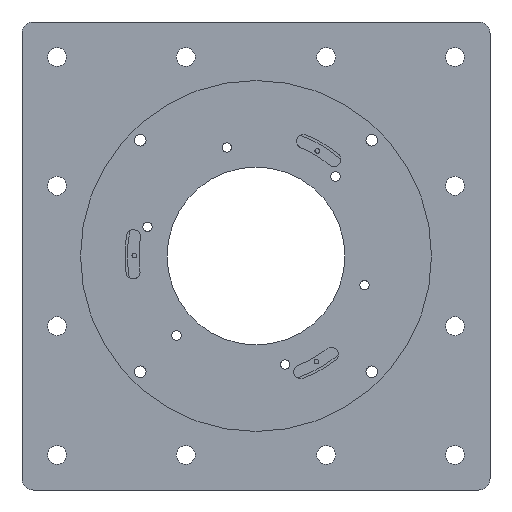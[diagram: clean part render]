
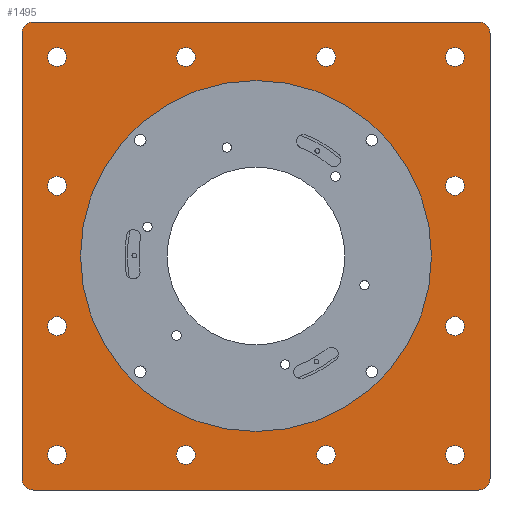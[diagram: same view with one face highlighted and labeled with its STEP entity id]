
A CAD part, left-side view. The second image highlights one B-rep face of the part: STEP entity #1495.
In plain terms, the highlighted planar face has unit normal (-1, 0, 0).
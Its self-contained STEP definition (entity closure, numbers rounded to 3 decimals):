
#46=FACE_BOUND('',#257,.T.);
#47=FACE_BOUND('',#258,.T.);
#48=FACE_BOUND('',#259,.T.);
#49=FACE_BOUND('',#260,.T.);
#50=FACE_BOUND('',#261,.T.);
#51=FACE_BOUND('',#262,.T.);
#52=FACE_BOUND('',#263,.T.);
#53=FACE_BOUND('',#264,.T.);
#54=FACE_BOUND('',#265,.T.);
#55=FACE_BOUND('',#266,.T.);
#56=FACE_BOUND('',#267,.T.);
#57=FACE_BOUND('',#268,.T.);
#58=FACE_BOUND('',#269,.T.);
#94=PLANE('',#1667);
#150=FACE_OUTER_BOUND('',#256,.T.);
#256=EDGE_LOOP('',(#1165,#1166,#1167,#1168,#1169,#1170,#1171,#1172));
#257=EDGE_LOOP('',(#1173));
#258=EDGE_LOOP('',(#1174));
#259=EDGE_LOOP('',(#1175));
#260=EDGE_LOOP('',(#1176));
#261=EDGE_LOOP('',(#1177));
#262=EDGE_LOOP('',(#1178));
#263=EDGE_LOOP('',(#1179));
#264=EDGE_LOOP('',(#1180));
#265=EDGE_LOOP('',(#1181));
#266=EDGE_LOOP('',(#1182));
#267=EDGE_LOOP('',(#1183));
#268=EDGE_LOOP('',(#1184));
#269=EDGE_LOOP('',(#1185));
#370=LINE('',#2474,#466);
#371=LINE('',#2478,#467);
#372=LINE('',#2482,#468);
#373=LINE('',#2486,#469);
#466=VECTOR('',#2009,10.);
#467=VECTOR('',#2012,10.);
#468=VECTOR('',#2015,10.);
#469=VECTOR('',#2018,10.);
#594=CIRCLE('',#1666,75.);
#595=CIRCLE('',#1668,5.);
#596=CIRCLE('',#1669,5.);
#597=CIRCLE('',#1670,5.);
#598=CIRCLE('',#1671,5.);
#599=CIRCLE('',#1672,4.);
#600=CIRCLE('',#1673,4.);
#601=CIRCLE('',#1674,4.);
#602=CIRCLE('',#1675,4.);
#603=CIRCLE('',#1676,4.);
#604=CIRCLE('',#1677,4.);
#605=CIRCLE('',#1678,4.);
#606=CIRCLE('',#1679,4.);
#607=CIRCLE('',#1680,4.);
#608=CIRCLE('',#1681,4.);
#609=CIRCLE('',#1682,4.);
#610=CIRCLE('',#1683,4.);
#711=VERTEX_POINT('',#2468);
#712=VERTEX_POINT('',#2472);
#713=VERTEX_POINT('',#2473);
#714=VERTEX_POINT('',#2475);
#715=VERTEX_POINT('',#2477);
#716=VERTEX_POINT('',#2479);
#717=VERTEX_POINT('',#2481);
#718=VERTEX_POINT('',#2483);
#719=VERTEX_POINT('',#2485);
#720=VERTEX_POINT('',#2488);
#721=VERTEX_POINT('',#2490);
#722=VERTEX_POINT('',#2492);
#723=VERTEX_POINT('',#2494);
#724=VERTEX_POINT('',#2496);
#725=VERTEX_POINT('',#2498);
#726=VERTEX_POINT('',#2500);
#727=VERTEX_POINT('',#2502);
#728=VERTEX_POINT('',#2504);
#729=VERTEX_POINT('',#2506);
#730=VERTEX_POINT('',#2508);
#731=VERTEX_POINT('',#2510);
#876=EDGE_CURVE('',#711,#711,#594,.T.);
#878=EDGE_CURVE('',#712,#713,#370,.T.);
#879=EDGE_CURVE('',#714,#713,#595,.T.);
#880=EDGE_CURVE('',#714,#715,#371,.T.);
#881=EDGE_CURVE('',#716,#715,#596,.T.);
#882=EDGE_CURVE('',#716,#717,#372,.T.);
#883=EDGE_CURVE('',#718,#717,#597,.T.);
#884=EDGE_CURVE('',#718,#719,#373,.T.);
#885=EDGE_CURVE('',#712,#719,#598,.T.);
#886=EDGE_CURVE('',#720,#720,#599,.T.);
#887=EDGE_CURVE('',#721,#721,#600,.T.);
#888=EDGE_CURVE('',#722,#722,#601,.T.);
#889=EDGE_CURVE('',#723,#723,#602,.T.);
#890=EDGE_CURVE('',#724,#724,#603,.T.);
#891=EDGE_CURVE('',#725,#725,#604,.T.);
#892=EDGE_CURVE('',#726,#726,#605,.T.);
#893=EDGE_CURVE('',#727,#727,#606,.T.);
#894=EDGE_CURVE('',#728,#728,#607,.T.);
#895=EDGE_CURVE('',#729,#729,#608,.T.);
#896=EDGE_CURVE('',#730,#730,#609,.T.);
#897=EDGE_CURVE('',#731,#731,#610,.T.);
#1165=ORIENTED_EDGE('',*,*,#878,.T.);
#1166=ORIENTED_EDGE('',*,*,#879,.F.);
#1167=ORIENTED_EDGE('',*,*,#880,.T.);
#1168=ORIENTED_EDGE('',*,*,#881,.F.);
#1169=ORIENTED_EDGE('',*,*,#882,.T.);
#1170=ORIENTED_EDGE('',*,*,#883,.F.);
#1171=ORIENTED_EDGE('',*,*,#884,.T.);
#1172=ORIENTED_EDGE('',*,*,#885,.F.);
#1173=ORIENTED_EDGE('',*,*,#886,.T.);
#1174=ORIENTED_EDGE('',*,*,#887,.T.);
#1175=ORIENTED_EDGE('',*,*,#888,.T.);
#1176=ORIENTED_EDGE('',*,*,#889,.T.);
#1177=ORIENTED_EDGE('',*,*,#890,.T.);
#1178=ORIENTED_EDGE('',*,*,#891,.T.);
#1179=ORIENTED_EDGE('',*,*,#892,.T.);
#1180=ORIENTED_EDGE('',*,*,#893,.T.);
#1181=ORIENTED_EDGE('',*,*,#894,.T.);
#1182=ORIENTED_EDGE('',*,*,#895,.T.);
#1183=ORIENTED_EDGE('',*,*,#896,.T.);
#1184=ORIENTED_EDGE('',*,*,#897,.T.);
#1185=ORIENTED_EDGE('',*,*,#876,.T.);
#1495=ADVANCED_FACE('',(#150,#46,#47,#48,#49,#50,#51,#52,#53,#54,#55,#56,
#57,#58),#94,.T.);
#1666=AXIS2_PLACEMENT_3D('',#2469,#2004,#2005);
#1667=AXIS2_PLACEMENT_3D('',#2471,#2007,#2008);
#1668=AXIS2_PLACEMENT_3D('',#2476,#2010,#2011);
#1669=AXIS2_PLACEMENT_3D('',#2480,#2013,#2014);
#1670=AXIS2_PLACEMENT_3D('',#2484,#2016,#2017);
#1671=AXIS2_PLACEMENT_3D('',#2487,#2019,#2020);
#1672=AXIS2_PLACEMENT_3D('',#2489,#2021,#2022);
#1673=AXIS2_PLACEMENT_3D('',#2491,#2023,#2024);
#1674=AXIS2_PLACEMENT_3D('',#2493,#2025,#2026);
#1675=AXIS2_PLACEMENT_3D('',#2495,#2027,#2028);
#1676=AXIS2_PLACEMENT_3D('',#2497,#2029,#2030);
#1677=AXIS2_PLACEMENT_3D('',#2499,#2031,#2032);
#1678=AXIS2_PLACEMENT_3D('',#2501,#2033,#2034);
#1679=AXIS2_PLACEMENT_3D('',#2503,#2035,#2036);
#1680=AXIS2_PLACEMENT_3D('',#2505,#2037,#2038);
#1681=AXIS2_PLACEMENT_3D('',#2507,#2039,#2040);
#1682=AXIS2_PLACEMENT_3D('',#2509,#2041,#2042);
#1683=AXIS2_PLACEMENT_3D('',#2511,#2043,#2044);
#2004=DIRECTION('center_axis',(1.,0.,0.));
#2005=DIRECTION('ref_axis',(0.,0.,1.));
#2007=DIRECTION('center_axis',(-1.,0.,0.));
#2008=DIRECTION('ref_axis',(0.,0.,1.));
#2009=DIRECTION('',(0.,1.,0.));
#2010=DIRECTION('center_axis',(1.,0.,0.));
#2011=DIRECTION('ref_axis',(0.,0.707,0.707));
#2012=DIRECTION('',(0.,0.,-1.));
#2013=DIRECTION('center_axis',(1.,0.,0.));
#2014=DIRECTION('ref_axis',(0.,0.707,-0.707));
#2015=DIRECTION('',(0.,-1.,0.));
#2016=DIRECTION('center_axis',(1.,0.,0.));
#2017=DIRECTION('ref_axis',(0.,-0.707,-0.707));
#2018=DIRECTION('',(0.,0.,1.));
#2019=DIRECTION('center_axis',(1.,0.,0.));
#2020=DIRECTION('ref_axis',(0.,-0.707,0.707));
#2021=DIRECTION('center_axis',(1.,0.,0.));
#2022=DIRECTION('ref_axis',(0.,0.,1.));
#2023=DIRECTION('center_axis',(1.,0.,0.));
#2024=DIRECTION('ref_axis',(0.,0.,1.));
#2025=DIRECTION('center_axis',(1.,0.,0.));
#2026=DIRECTION('ref_axis',(0.,0.,1.));
#2027=DIRECTION('center_axis',(1.,0.,0.));
#2028=DIRECTION('ref_axis',(0.,0.,1.));
#2029=DIRECTION('center_axis',(1.,0.,0.));
#2030=DIRECTION('ref_axis',(0.,0.,1.));
#2031=DIRECTION('center_axis',(1.,0.,0.));
#2032=DIRECTION('ref_axis',(0.,0.,1.));
#2033=DIRECTION('center_axis',(1.,0.,0.));
#2034=DIRECTION('ref_axis',(0.,0.,1.));
#2035=DIRECTION('center_axis',(1.,0.,0.));
#2036=DIRECTION('ref_axis',(0.,0.,1.));
#2037=DIRECTION('center_axis',(1.,0.,0.));
#2038=DIRECTION('ref_axis',(0.,0.,1.));
#2039=DIRECTION('center_axis',(1.,0.,0.));
#2040=DIRECTION('ref_axis',(0.,0.,1.));
#2041=DIRECTION('center_axis',(1.,0.,0.));
#2042=DIRECTION('ref_axis',(0.,0.,1.));
#2043=DIRECTION('center_axis',(1.,0.,0.));
#2044=DIRECTION('ref_axis',(0.,0.,1.));
#2468=CARTESIAN_POINT('',(-48.5,0.,-75.));
#2469=CARTESIAN_POINT('Origin',(-48.5,0.,0.));
#2471=CARTESIAN_POINT('Origin',(-48.5,75.,0.));
#2472=CARTESIAN_POINT('',(-48.5,-95.,100.));
#2473=CARTESIAN_POINT('',(-48.5,95.,100.));
#2474=CARTESIAN_POINT('',(-48.5,-100.,100.));
#2475=CARTESIAN_POINT('',(-48.5,100.,95.));
#2476=CARTESIAN_POINT('Origin',(-48.5,95.,95.));
#2477=CARTESIAN_POINT('',(-48.5,100.,-95.));
#2478=CARTESIAN_POINT('',(-48.5,100.,100.));
#2479=CARTESIAN_POINT('',(-48.5,95.,-100.));
#2480=CARTESIAN_POINT('Origin',(-48.5,95.,-95.));
#2481=CARTESIAN_POINT('',(-48.5,-95.,-100.));
#2482=CARTESIAN_POINT('',(-48.5,100.,-100.));
#2483=CARTESIAN_POINT('',(-48.5,-100.,-95.));
#2484=CARTESIAN_POINT('Origin',(-48.5,-95.,-95.));
#2485=CARTESIAN_POINT('',(-48.5,-100.,95.));
#2486=CARTESIAN_POINT('',(-48.5,-100.,-100.));
#2487=CARTESIAN_POINT('Origin',(-48.5,-95.,95.));
#2488=CARTESIAN_POINT('',(-48.5,-85.,26.));
#2489=CARTESIAN_POINT('Origin',(-48.5,-85.,30.));
#2490=CARTESIAN_POINT('',(-48.5,-30.,81.));
#2491=CARTESIAN_POINT('Origin',(-48.5,-30.,85.));
#2492=CARTESIAN_POINT('',(-48.5,-85.,81.));
#2493=CARTESIAN_POINT('Origin',(-48.5,-85.,85.));
#2494=CARTESIAN_POINT('',(-48.5,-85.,-89.));
#2495=CARTESIAN_POINT('Origin',(-48.5,-85.,-85.));
#2496=CARTESIAN_POINT('',(-48.5,-85.,-34.));
#2497=CARTESIAN_POINT('Origin',(-48.5,-85.,-30.));
#2498=CARTESIAN_POINT('',(-48.5,-30.,-89.));
#2499=CARTESIAN_POINT('Origin',(-48.5,-30.,-85.));
#2500=CARTESIAN_POINT('',(-48.5,30.,81.));
#2501=CARTESIAN_POINT('Origin',(-48.5,30.,85.));
#2502=CARTESIAN_POINT('',(-48.5,85.,81.));
#2503=CARTESIAN_POINT('Origin',(-48.5,85.,85.));
#2504=CARTESIAN_POINT('',(-48.5,85.,26.));
#2505=CARTESIAN_POINT('Origin',(-48.5,85.,30.));
#2506=CARTESIAN_POINT('',(-48.5,85.,-34.));
#2507=CARTESIAN_POINT('Origin',(-48.5,85.,-30.));
#2508=CARTESIAN_POINT('',(-48.5,30.,-89.));
#2509=CARTESIAN_POINT('Origin',(-48.5,30.,-85.));
#2510=CARTESIAN_POINT('',(-48.5,85.,-89.));
#2511=CARTESIAN_POINT('Origin',(-48.5,85.,-85.));
